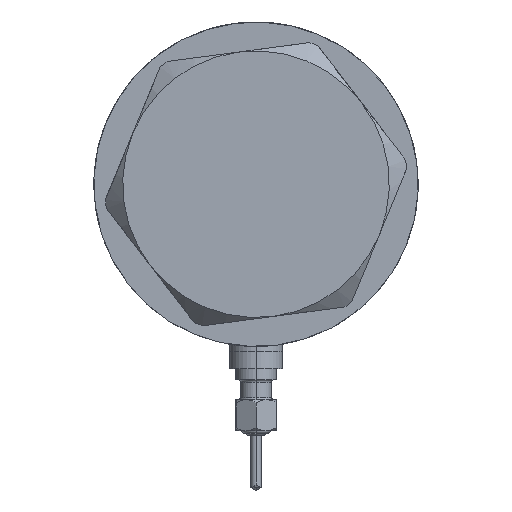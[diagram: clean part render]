
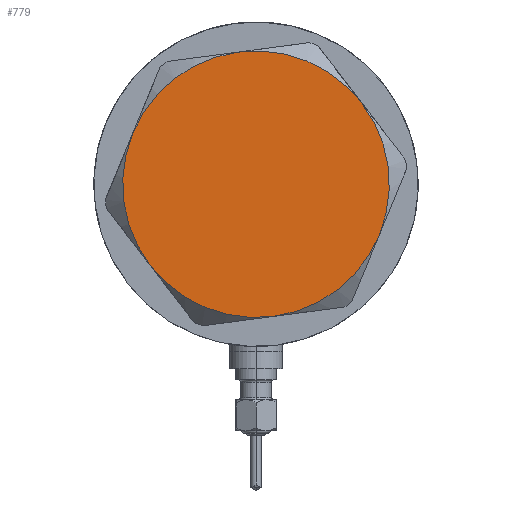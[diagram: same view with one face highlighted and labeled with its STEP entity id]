
A CAD part, left-side view. The second image highlights one B-rep face of the part: STEP entity #779.
In plain terms, the highlighted face is planar.
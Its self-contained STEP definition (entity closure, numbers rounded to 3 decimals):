
#115 = CIRCLE ( 'NONE', #3572, 30. ) ;
#162 = VERTEX_POINT ( 'NONE', #2787 ) ;
#245 = EDGE_CURVE ( 'NONE', #5903, #162, #1666, .T. ) ;
#334 = VERTEX_POINT ( 'NONE', #6398 ) ;
#345 = DIRECTION ( 'NONE',  ( 0., 0., 1. ) ) ;
#779 = ADVANCED_FACE ( 'NONE', ( #2155 ), #1657, .T. ) ;
#930 = DIRECTION ( 'NONE',  ( 1., 0., 0. ) ) ;
#996 = VERTEX_POINT ( 'NONE', #5659 ) ;
#1228 = EDGE_CURVE ( 'NONE', #162, #3019, #115, .T. ) ;
#1256 = DIRECTION ( 'NONE',  ( 1., 0., 0. ) ) ;
#1421 = ORIENTED_EDGE ( 'NONE', *, *, #5002, .T. ) ;
#1442 = AXIS2_PLACEMENT_3D ( 'NONE', #5291, #5889, #930 ) ;
#1657 = PLANE ( 'NONE',  #5133 ) ;
#1666 = CIRCLE ( 'NONE', #4710, 30. ) ;
#1959 = CIRCLE ( 'NONE', #5211, 30. ) ;
#2082 = EDGE_LOOP ( 'NONE', ( #1421, #5701, #4437, #4785, #6343, #3948 ) ) ;
#2155 = FACE_OUTER_BOUND ( 'NONE', #2082, .T. ) ;
#2274 = AXIS2_PLACEMENT_3D ( 'NONE', #5650, #3151, #2969 ) ;
#2498 = DIRECTION ( 'NONE',  ( 0., 0., 1. ) ) ;
#2592 = AXIS2_PLACEMENT_3D ( 'NONE', #4412, #345, #1256 ) ;
#2787 = CARTESIAN_POINT ( 'NONE',  ( -15., -25.981, 14.5 ) ) ;
#2830 = VERTEX_POINT ( 'NONE', #3718 ) ;
#2969 = DIRECTION ( 'NONE',  ( 1., 0., 0. ) ) ;
#3019 = VERTEX_POINT ( 'NONE', #3356 ) ;
#3151 = DIRECTION ( 'NONE',  ( 0., 0., 1. ) ) ;
#3356 = CARTESIAN_POINT ( 'NONE',  ( 15., -25.981, 14.5 ) ) ;
#3539 = CIRCLE ( 'NONE', #2274, 30. ) ;
#3572 = AXIS2_PLACEMENT_3D ( 'NONE', #3607, #2498, #5088 ) ;
#3607 = CARTESIAN_POINT ( 'NONE',  ( 0., 0., 14.5 ) ) ;
#3646 = CARTESIAN_POINT ( 'NONE',  ( 0., 0., 14.5 ) ) ;
#3666 = DIRECTION ( 'NONE',  ( 0., 0., 1. ) ) ;
#3718 = CARTESIAN_POINT ( 'NONE',  ( -15., 25.981, 14.5 ) ) ;
#3722 = DIRECTION ( 'NONE',  ( 1., 0., 0. ) ) ;
#3948 = ORIENTED_EDGE ( 'NONE', *, *, #1228, .T. ) ;
#4186 = CARTESIAN_POINT ( 'NONE',  ( 0., 0., 14.5 ) ) ;
#4270 = CIRCLE ( 'NONE', #1442, 30. ) ;
#4412 = CARTESIAN_POINT ( 'NONE',  ( 0., 0., 14.5 ) ) ;
#4437 = ORIENTED_EDGE ( 'NONE', *, *, #4874, .T. ) ;
#4710 = AXIS2_PLACEMENT_3D ( 'NONE', #6328, #6431, #4861 ) ;
#4785 = ORIENTED_EDGE ( 'NONE', *, *, #6014, .T. ) ;
#4788 = CIRCLE ( 'NONE', #2592, 30. ) ;
#4861 = DIRECTION ( 'NONE',  ( 1., 0., 0. ) ) ;
#4874 = EDGE_CURVE ( 'NONE', #334, #2830, #4788, .T. ) ;
#4993 = EDGE_CURVE ( 'NONE', #996, #334, #1959, .T. ) ;
#5002 = EDGE_CURVE ( 'NONE', #3019, #996, #3539, .T. ) ;
#5088 = DIRECTION ( 'NONE',  ( 1., 0., 0. ) ) ;
#5133 = AXIS2_PLACEMENT_3D ( 'NONE', #4186, #3666, #3722 ) ;
#5156 = DIRECTION ( 'NONE',  ( 0., 0., 1. ) ) ;
#5211 = AXIS2_PLACEMENT_3D ( 'NONE', #3646, #5156, #6441 ) ;
#5234 = CARTESIAN_POINT ( 'NONE',  ( -30., 0., 14.5 ) ) ;
#5291 = CARTESIAN_POINT ( 'NONE',  ( 0., 0., 14.5 ) ) ;
#5650 = CARTESIAN_POINT ( 'NONE',  ( 0., 0., 14.5 ) ) ;
#5659 = CARTESIAN_POINT ( 'NONE',  ( 30., 0., 14.5 ) ) ;
#5701 = ORIENTED_EDGE ( 'NONE', *, *, #4993, .T. ) ;
#5889 = DIRECTION ( 'NONE',  ( 0., 0., 1. ) ) ;
#5903 = VERTEX_POINT ( 'NONE', #5234 ) ;
#6014 = EDGE_CURVE ( 'NONE', #2830, #5903, #4270, .T. ) ;
#6328 = CARTESIAN_POINT ( 'NONE',  ( 0., 0., 14.5 ) ) ;
#6343 = ORIENTED_EDGE ( 'NONE', *, *, #245, .T. ) ;
#6398 = CARTESIAN_POINT ( 'NONE',  ( 15., 25.981, 14.5 ) ) ;
#6431 = DIRECTION ( 'NONE',  ( 0., 0., 1. ) ) ;
#6441 = DIRECTION ( 'NONE',  ( 1., 0., 0. ) ) ;
